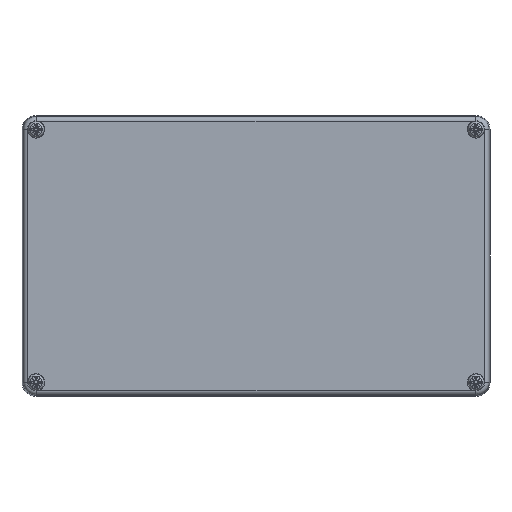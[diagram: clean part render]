
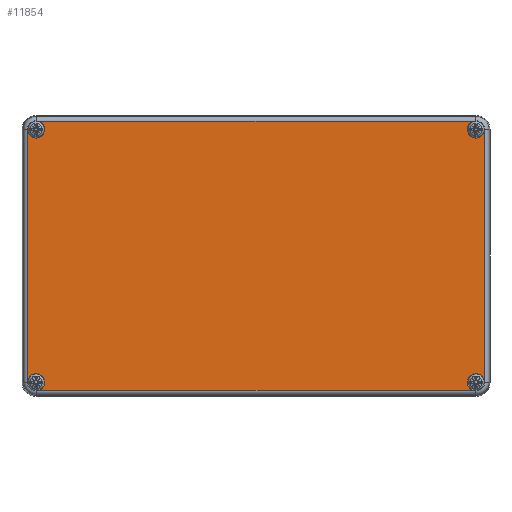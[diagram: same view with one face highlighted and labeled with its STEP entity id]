
A CAD part, top view. The second image highlights one B-rep face of the part: STEP entity #11854.
In plain terms, the highlighted face is planar.
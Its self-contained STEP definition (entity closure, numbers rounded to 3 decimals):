
#11223=CARTESIAN_POINT('',(92.807,-57.502,-30.5));
#11224=VERTEX_POINT('',#11223);
#11236=CARTESIAN_POINT('',(97.502,-52.807,-30.5));
#11237=VERTEX_POINT('',#11236);
#11238=CARTESIAN_POINT('',(94.,-54.,-30.5));
#11239=DIRECTION('',(0.0,0.0,1.0));
#11240=DIRECTION('',(1.0,0.0,0.0));
#11241=AXIS2_PLACEMENT_3D('',#11238,#11239,#11240);
#11242=CIRCLE('',#11241,3.7);
#11243=EDGE_CURVE('',#11237,#11224,#11242,.T.);
#11296=CARTESIAN_POINT('',(-92.807,-57.502,-30.5));
#11297=VERTEX_POINT('',#11296);
#11316=CARTESIAN_POINT('',(-97.502,-52.807,-30.5));
#11317=VERTEX_POINT('',#11316);
#11327=CARTESIAN_POINT('',(-94.,-54.0,-30.5));
#11328=DIRECTION('',(0.0,0.0,1.0));
#11329=DIRECTION('',(1.0,0.0,0.0));
#11330=AXIS2_PLACEMENT_3D('',#11327,#11328,#11329);
#11331=CIRCLE('',#11330,3.7);
#11332=EDGE_CURVE('',#11297,#11317,#11331,.T.);
#11367=CARTESIAN_POINT('',(-97.502,52.807,-30.5));
#11368=VERTEX_POINT('',#11367);
#11387=CARTESIAN_POINT('',(-92.807,57.502,-30.5));
#11388=VERTEX_POINT('',#11387);
#11398=CARTESIAN_POINT('',(-94.0,54.0,-30.5));
#11399=DIRECTION('',(0.0,0.0,1.0));
#11400=DIRECTION('',(1.0,0.0,0.0));
#11401=AXIS2_PLACEMENT_3D('',#11398,#11399,#11400);
#11402=CIRCLE('',#11401,3.7);
#11403=EDGE_CURVE('',#11368,#11388,#11402,.T.);
#11438=CARTESIAN_POINT('',(92.807,57.502,-30.5));
#11439=VERTEX_POINT('',#11438);
#11458=CARTESIAN_POINT('',(97.502,52.807,-30.5));
#11459=VERTEX_POINT('',#11458);
#11469=CARTESIAN_POINT('',(94.0,54.,-30.5));
#11470=DIRECTION('',(0.0,0.0,1.0));
#11471=DIRECTION('',(1.0,0.0,0.0));
#11472=AXIS2_PLACEMENT_3D('',#11469,#11470,#11471);
#11473=CIRCLE('',#11472,3.7);
#11474=EDGE_CURVE('',#11439,#11459,#11473,.T.);
#11542=CARTESIAN_POINT('',(97.502,-52.807,-30.5));
#11543=DIRECTION('',(0.0,1.0,0.0));
#11544=VECTOR('',#11543,105.613);
#11545=LINE('',#11542,#11544);
#11546=EDGE_CURVE('',#11237,#11459,#11545,.T.);
#11617=CARTESIAN_POINT('',(92.807,57.502,-30.5));
#11618=DIRECTION('',(-1.0,0.0,0.0));
#11619=VECTOR('',#11618,185.613);
#11620=LINE('',#11617,#11619);
#11621=EDGE_CURVE('',#11439,#11388,#11620,.T.);
#11675=CARTESIAN_POINT('',(-97.502,52.807,-30.5));
#11676=DIRECTION('',(0.0,-1.0,0.0));
#11677=VECTOR('',#11676,105.613);
#11678=LINE('',#11675,#11677);
#11679=EDGE_CURVE('',#11368,#11317,#11678,.T.);
#11725=CARTESIAN_POINT('',(-92.807,-57.502,-30.5));
#11726=DIRECTION('',(1.0,0.0,0.0));
#11727=VECTOR('',#11726,185.613);
#11728=LINE('',#11725,#11727);
#11729=EDGE_CURVE('',#11297,#11224,#11728,.T.);
#11839=CARTESIAN_POINT('',(0.,0.,-30.5));
#11840=DIRECTION('',(0.0,0.0,1.0));
#11841=DIRECTION('',(1.0,0.0,0.0));
#11842=AXIS2_PLACEMENT_3D('',#11839,#11840,#11841);
#11843=PLANE('',#11842);
#11844=ORIENTED_EDGE('',*,*,#11243,.T.);
#11845=ORIENTED_EDGE('',*,*,#11729,.F.);
#11846=ORIENTED_EDGE('',*,*,#11332,.T.);
#11847=ORIENTED_EDGE('',*,*,#11679,.F.);
#11848=ORIENTED_EDGE('',*,*,#11403,.T.);
#11849=ORIENTED_EDGE('',*,*,#11621,.F.);
#11850=ORIENTED_EDGE('',*,*,#11474,.T.);
#11851=ORIENTED_EDGE('',*,*,#11546,.F.);
#11852=EDGE_LOOP('',(#11844,#11845,#11846,#11847,#11848,#11849,#11850,#11851));
#11853=FACE_OUTER_BOUND('',#11852,.T.);
#11854=ADVANCED_FACE('',(#11853),#11843,.F.);
